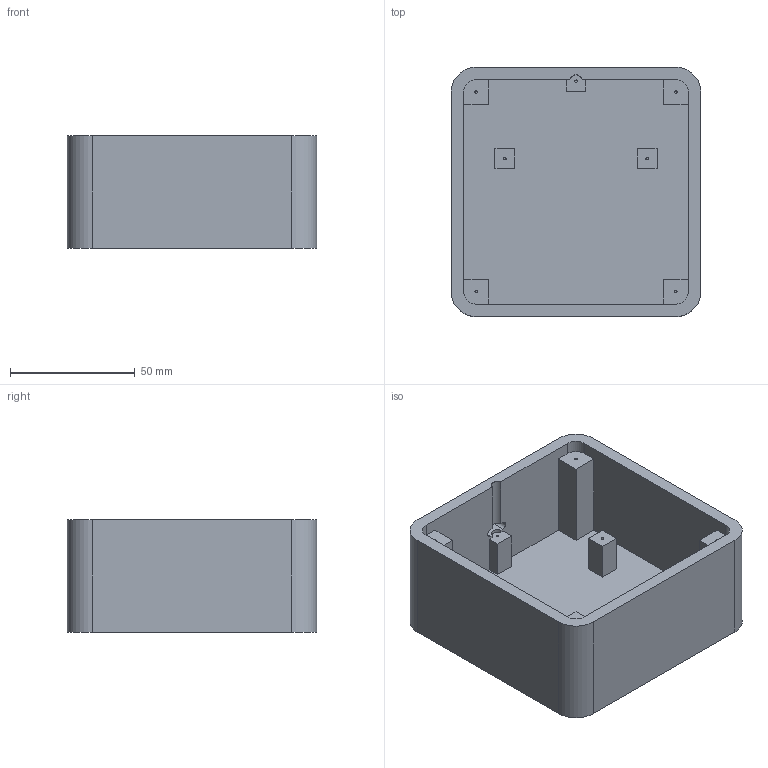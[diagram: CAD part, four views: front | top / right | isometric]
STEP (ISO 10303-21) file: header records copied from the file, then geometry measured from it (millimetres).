
FILE_DESCRIPTION(/* description */ ('STEP AP242','CAx-IF Rec.Pracs.---Representation and Presentation of Product Manufacturing Information (PMI)---4.0---2014-10-13','CAx-IF Rec.Pracs.---3D Tessellated Geometry---0.4---2014-09-14','2;1'),/* implementation_level */ '2;1');
FILE_NAME(/* name */ '68f82162e1e24ae7c4d01fbf',/* time_stamp */ '2025-10-22T00:12:18Z',/* author */ (''),/* organization */ (''),/* preprocessor_version */ 'ST-DEVELOPER v20',/* originating_system */ 'ONSHAPE BY PTC INC, 1.205',/* authorisation */ ' ');
FILE_SCHEMA (('AP242_MANAGED_MODEL_BASED_3D_ENGINEERING_MIM_LF { 1 0 10303 442 1 1 4 }'));
Length unit declared in the file: metre
Products named in the file (2): Case bottom; Part 1
Assembly tree (1 placements, depth 2):
  Case bottom
    Part 1
Bounding box: 100 x 100 x 45 mm (x, y, z)
Volume: 138271.1 mm3; surface area: 53176.2 mm2
Topology: 1 solids, 1 shells, 70 faces, 177 edges, 118 vertices
Faces by surface type: plane 49, cylinder 21
Full cylindrical faces by diameter (mm): 1 x7
Entity records: 2113 total; most frequent: CARTESIAN_POINT 360, DIRECTION 356, ORIENTED_EDGE 340, EDGE_CURVE 170, LINE 128, VECTOR 128, VERTEX_POINT 118, AXIS2_PLACEMENT_3D 114
